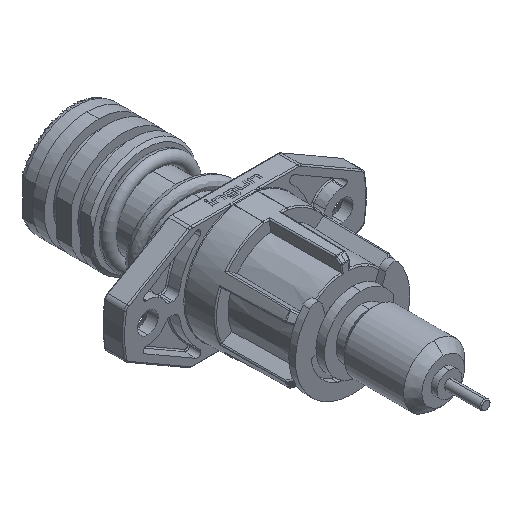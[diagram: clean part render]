
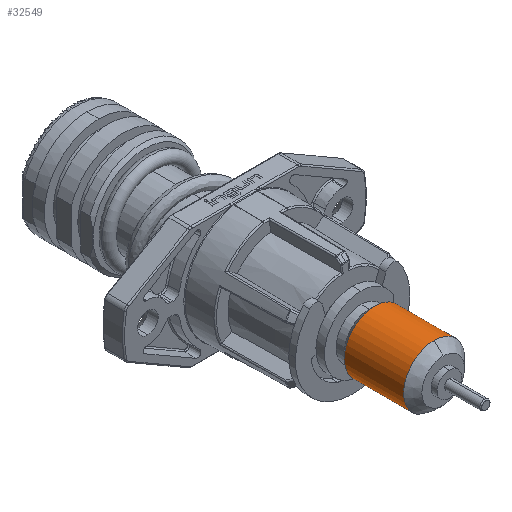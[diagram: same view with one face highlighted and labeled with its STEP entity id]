
A CAD part, isometric view. The second image highlights one B-rep face of the part: STEP entity #32549.
In plain terms, the highlighted cylindrical face has radius 5 mm (diameter 10 mm), a partial arc.
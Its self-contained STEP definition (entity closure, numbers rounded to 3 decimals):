
#2113 = LINE ( 'NONE', #15667, #26052 ) ;
#6998 = ORIENTED_EDGE ( 'NONE', *, *, #69564, .T. ) ;
#7100 = ORIENTED_EDGE ( 'NONE', *, *, #40134, .T. ) ;
#7536 = DIRECTION ( 'NONE',  ( 0., 1., 0. ) ) ;
#8564 = DIRECTION ( 'NONE',  ( 0., 0., -1. ) ) ;
#10242 = CARTESIAN_POINT ( 'NONE',  ( 0., -4.75, 5. ) ) ;
#12098 = ORIENTED_EDGE ( 'NONE', *, *, #13776, .T. ) ;
#13698 = CIRCLE ( 'NONE', #19680, 5. ) ;
#13776 = EDGE_CURVE ( 'NONE', #70273, #39425, #2113, .T. ) ;
#14250 = CARTESIAN_POINT ( 'NONE',  ( 0., -14.5, 0. ) ) ;
#15667 = CARTESIAN_POINT ( 'NONE',  ( -2.713, -16., -4.2 ) ) ;
#16520 = DIRECTION ( 'NONE',  ( 0., 0., -1. ) ) ;
#17113 = VERTEX_POINT ( 'NONE', #72647 ) ;
#17974 = VERTEX_POINT ( 'NONE', #10242 ) ;
#19237 = CARTESIAN_POINT ( 'NONE',  ( 0., -4.75, 0. ) ) ;
#19610 = DIRECTION ( 'NONE',  ( 0., 0., -1. ) ) ;
#19680 = AXIS2_PLACEMENT_3D ( 'NONE', #36914, #42175, #19610 ) ;
#20118 = CIRCLE ( 'NONE', #62266, 5. ) ;
#20386 = EDGE_LOOP ( 'NONE', ( #6998, #36269, #7100, #65941, #20673, #12098 ) ) ;
#20673 = ORIENTED_EDGE ( 'NONE', *, *, #52676, .F. ) ;
#21432 = CYLINDRICAL_SURFACE ( 'NONE', #22921, 5. ) ;
#22348 = AXIS2_PLACEMENT_3D ( 'NONE', #65141, #36465, #58383 ) ;
#22921 = AXIS2_PLACEMENT_3D ( 'NONE', #67062, #74548, #16520 ) ;
#26052 = VECTOR ( 'NONE', #66965, 1000. ) ;
#26314 = CARTESIAN_POINT ( 'NONE',  ( 2.713, -4.75, -4.2 ) ) ;
#26458 = CARTESIAN_POINT ( 'NONE',  ( -2.713, -14.5, -4.2 ) ) ;
#32110 = CIRCLE ( 'NONE', #22348, 5. ) ;
#32549 = ADVANCED_FACE ( 'Defeature ausgef�hrt1_7', ( #61763 ), #21432, .T. ) ;
#36269 = ORIENTED_EDGE ( 'NONE', *, *, #61987, .T. ) ;
#36465 = DIRECTION ( 'NONE',  ( 0., 1., 0. ) ) ;
#36591 = VECTOR ( 'NONE', #43604, 1000. ) ;
#36914 = CARTESIAN_POINT ( 'NONE',  ( 0., -4.75, 0. ) ) ;
#37200 = DIRECTION ( 'NONE',  ( 0., 1., 0. ) ) ;
#38255 = VERTEX_POINT ( 'NONE', #26314 ) ;
#39425 = VERTEX_POINT ( 'NONE', #26458 ) ;
#39693 = EDGE_CURVE ( 'NONE', #17974, #38255, #13698, .T. ) ;
#40134 = EDGE_CURVE ( 'NONE', #17113, #38255, #60599, .T. ) ;
#42175 = DIRECTION ( 'NONE',  ( 0., 1., 0. ) ) ;
#42289 = CARTESIAN_POINT ( 'NONE',  ( -2.713, -4.75, -4.2 ) ) ;
#43604 = DIRECTION ( 'NONE',  ( 0., 1., 0. ) ) ;
#49259 = CARTESIAN_POINT ( 'NONE',  ( 2.713, -16., -4.2 ) ) ;
#52435 = CARTESIAN_POINT ( 'NONE',  ( 0., -14.5, 5. ) ) ;
#52676 = EDGE_CURVE ( 'NONE', #70273, #17974, #66214, .T. ) ;
#53531 = DIRECTION ( 'NONE',  ( 0., 0., -1. ) ) ;
#58383 = DIRECTION ( 'NONE',  ( 0., 0., -1. ) ) ;
#60599 = LINE ( 'NONE', #49259, #36591 ) ;
#61464 = VERTEX_POINT ( 'NONE', #52435 ) ;
#61763 = FACE_OUTER_BOUND ( 'NONE', #20386, .T. ) ;
#61987 = EDGE_CURVE ( 'NONE', #61464, #17113, #32110, .T. ) ;
#62266 = AXIS2_PLACEMENT_3D ( 'NONE', #14250, #37200, #8564 ) ;
#63836 = AXIS2_PLACEMENT_3D ( 'NONE', #19237, #7536, #53531 ) ;
#65141 = CARTESIAN_POINT ( 'NONE',  ( 0., -14.5, 0. ) ) ;
#65941 = ORIENTED_EDGE ( 'NONE', *, *, #39693, .F. ) ;
#66214 = CIRCLE ( 'NONE', #63836, 5. ) ;
#66965 = DIRECTION ( 'NONE',  ( 0., -1., 0. ) ) ;
#67062 = CARTESIAN_POINT ( 'NONE',  ( 0., -16., 0. ) ) ;
#69564 = EDGE_CURVE ( 'NONE', #39425, #61464, #20118, .T. ) ;
#70273 = VERTEX_POINT ( 'NONE', #42289 ) ;
#72647 = CARTESIAN_POINT ( 'NONE',  ( 2.713, -14.5, -4.2 ) ) ;
#74548 = DIRECTION ( 'NONE',  ( 0., 1., 0. ) ) ;
